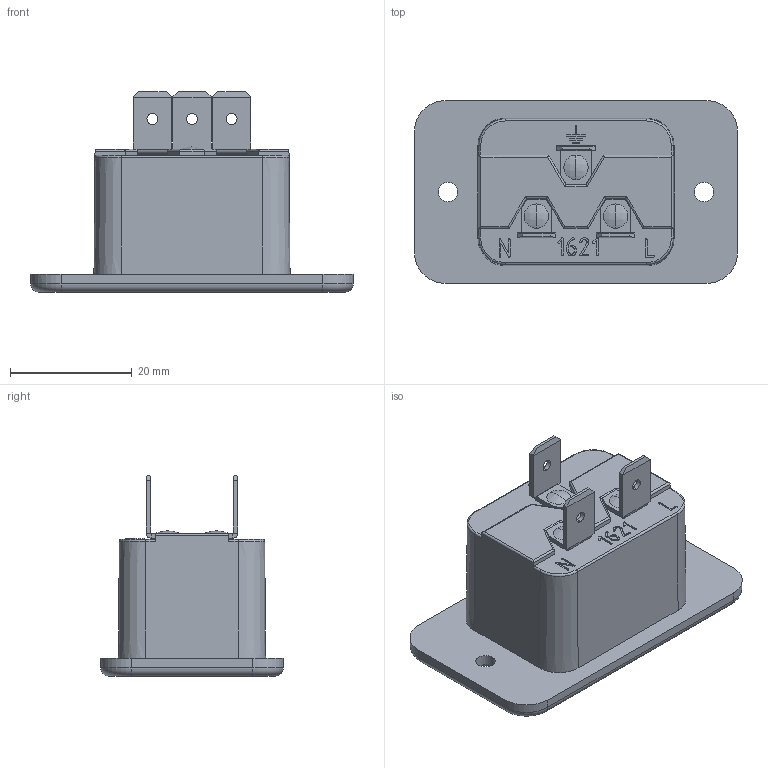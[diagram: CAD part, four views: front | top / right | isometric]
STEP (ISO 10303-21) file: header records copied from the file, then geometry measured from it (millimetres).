
FILE_DESCRIPTION (( 'STEP AP214' ), '1' );
FILE_NAME ('e_0100.6436_03.STEP', '2013-12-16T16:18:00', ( '' ), ( '' ), 'SwSTEP 2.0', 'SolidWorks 2012', '' );
FILE_SCHEMA (( 'AUTOMOTIVE_DESIGN' ));
Length unit declared in the file: millimetre
Products named in the file (1): e_0100.6436_03
Bounding box: 53 x 30 x 33 mm (x, y, z)
Volume: 8794.5 mm3; surface area: 8586.8 mm2
Topology: 1 solids, 1 shells, 354 faces, 895 edges, 571 vertices
Faces by surface type: plane 215, bspline 53, cylinder 52, cone 16, torus 12, sphere 6
Entity records: 14692 total; most frequent: CARTESIAN_POINT 3926, ORIENTED_EDGE 1790, DIRECTION 1493, EDGE_CURVE 895, LINE 649, VECTOR 649, VERTEX_POINT 571, AXIS2_PLACEMENT_3D 422
